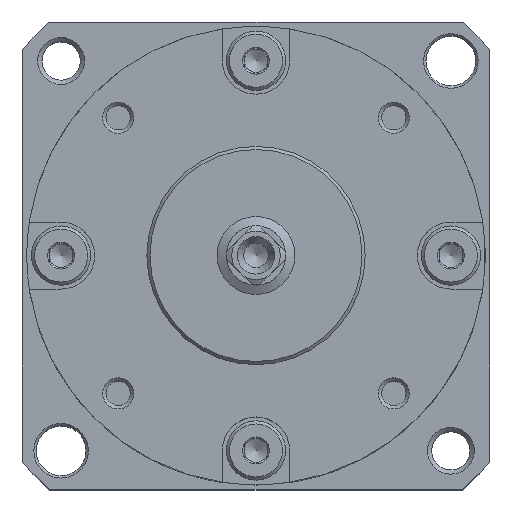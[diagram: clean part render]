
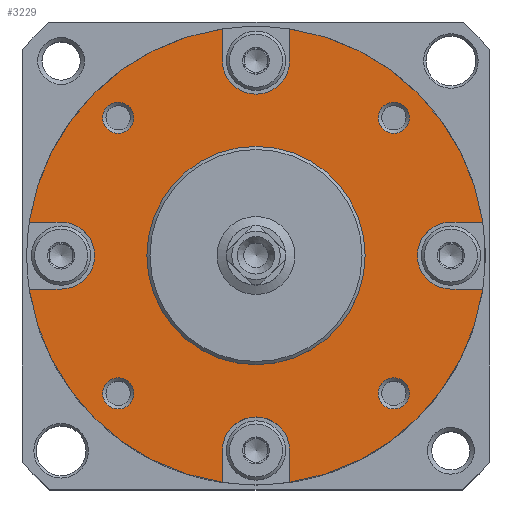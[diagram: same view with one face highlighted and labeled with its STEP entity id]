
A CAD part, top view. The second image highlights one B-rep face of the part: STEP entity #3229.
In plain terms, the highlighted face is planar.
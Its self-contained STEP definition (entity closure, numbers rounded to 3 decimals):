
#53=PLANE('',#3526);
#171=LINE('',#5295,#345);
#172=LINE('',#5299,#346);
#173=LINE('',#5300,#347);
#174=LINE('',#5304,#348);
#175=LINE('',#5305,#349);
#176=LINE('',#5309,#350);
#177=LINE('',#5310,#351);
#178=LINE('',#5314,#352);
#345=VECTOR('',#4056,1000.);
#346=VECTOR('',#4059,1000.);
#347=VECTOR('',#4060,1000.);
#348=VECTOR('',#4063,1000.);
#349=VECTOR('',#4064,1000.);
#350=VECTOR('',#4067,1000.);
#351=VECTOR('',#4068,1000.);
#352=VECTOR('',#4071,1000.);
#606=CIRCLE('',#3518,14.7);
#608=CIRCLE('',#3520,14.7);
#610=CIRCLE('',#3522,14.7);
#612=CIRCLE('',#3524,14.7);
#614=CIRCLE('',#3527,2.15);
#615=CIRCLE('',#3528,2.15);
#616=CIRCLE('',#3529,2.15);
#617=CIRCLE('',#3530,2.15);
#618=CIRCLE('',#3531,1.);
#619=CIRCLE('',#3532,1.);
#620=CIRCLE('',#3533,1.);
#621=CIRCLE('',#3534,1.);
#622=CIRCLE('',#3535,7.);
#855=ORIENTED_EDGE('',*,*,#1725,.F.);
#856=ORIENTED_EDGE('',*,*,#1726,.F.);
#857=ORIENTED_EDGE('',*,*,#1727,.T.);
#858=ORIENTED_EDGE('',*,*,#1718,.F.);
#859=ORIENTED_EDGE('',*,*,#1728,.F.);
#860=ORIENTED_EDGE('',*,*,#1729,.T.);
#861=ORIENTED_EDGE('',*,*,#1730,.T.);
#862=ORIENTED_EDGE('',*,*,#1714,.F.);
#863=ORIENTED_EDGE('',*,*,#1731,.F.);
#864=ORIENTED_EDGE('',*,*,#1732,.T.);
#865=ORIENTED_EDGE('',*,*,#1733,.T.);
#866=ORIENTED_EDGE('',*,*,#1710,.F.);
#867=ORIENTED_EDGE('',*,*,#1734,.F.);
#868=ORIENTED_EDGE('',*,*,#1735,.T.);
#869=ORIENTED_EDGE('',*,*,#1736,.T.);
#870=ORIENTED_EDGE('',*,*,#1722,.F.);
#871=ORIENTED_EDGE('',*,*,#1737,.T.);
#872=ORIENTED_EDGE('',*,*,#1738,.T.);
#873=ORIENTED_EDGE('',*,*,#1739,.T.);
#874=ORIENTED_EDGE('',*,*,#1740,.T.);
#875=ORIENTED_EDGE('',*,*,#1741,.T.);
#1710=EDGE_CURVE('',#2120,#2122,#606,.T.);
#1714=EDGE_CURVE('',#2125,#2126,#608,.T.);
#1718=EDGE_CURVE('',#2129,#2130,#610,.T.);
#1722=EDGE_CURVE('',#2133,#2134,#612,.T.);
#1725=EDGE_CURVE('',#2136,#2133,#171,.T.);
#1726=EDGE_CURVE('',#2137,#2136,#614,.F.);
#1727=EDGE_CURVE('',#2137,#2130,#172,.T.);
#1728=EDGE_CURVE('',#2138,#2129,#173,.T.);
#1729=EDGE_CURVE('',#2138,#2139,#615,.T.);
#1730=EDGE_CURVE('',#2139,#2126,#174,.T.);
#1731=EDGE_CURVE('',#2140,#2125,#175,.T.);
#1732=EDGE_CURVE('',#2140,#2141,#616,.T.);
#1733=EDGE_CURVE('',#2141,#2122,#176,.T.);
#1734=EDGE_CURVE('',#2142,#2120,#177,.T.);
#1735=EDGE_CURVE('',#2142,#2143,#617,.T.);
#1736=EDGE_CURVE('',#2143,#2134,#178,.T.);
#1737=EDGE_CURVE('',#2144,#2144,#618,.T.);
#1738=EDGE_CURVE('',#2145,#2145,#619,.T.);
#1739=EDGE_CURVE('',#2146,#2146,#620,.T.);
#1740=EDGE_CURVE('',#2147,#2147,#621,.T.);
#1741=EDGE_CURVE('',#2148,#2148,#622,.T.);
#2120=VERTEX_POINT('',#5263);
#2122=VERTEX_POINT('',#5266);
#2125=VERTEX_POINT('',#5272);
#2126=VERTEX_POINT('',#5274);
#2129=VERTEX_POINT('',#5280);
#2130=VERTEX_POINT('',#5282);
#2133=VERTEX_POINT('',#5288);
#2134=VERTEX_POINT('',#5290);
#2136=VERTEX_POINT('',#5296);
#2137=VERTEX_POINT('',#5298);
#2138=VERTEX_POINT('',#5301);
#2139=VERTEX_POINT('',#5303);
#2140=VERTEX_POINT('',#5306);
#2141=VERTEX_POINT('',#5308);
#2142=VERTEX_POINT('',#5311);
#2143=VERTEX_POINT('',#5313);
#2144=VERTEX_POINT('',#5316);
#2145=VERTEX_POINT('',#5318);
#2146=VERTEX_POINT('',#5320);
#2147=VERTEX_POINT('',#5322);
#2148=VERTEX_POINT('',#5324);
#2460=EDGE_LOOP('',(#855,#856,#857,#858,#859,#860,#861,#862,#863,#864,#865,
#866,#867,#868,#869,#870));
#2461=EDGE_LOOP('',(#871));
#2462=EDGE_LOOP('',(#872));
#2463=EDGE_LOOP('',(#873));
#2464=EDGE_LOOP('',(#874));
#2465=EDGE_LOOP('',(#875));
#2817=FACE_BOUND('',#2460,.T.);
#2818=FACE_BOUND('',#2461,.T.);
#2819=FACE_BOUND('',#2462,.T.);
#2820=FACE_BOUND('',#2463,.T.);
#2821=FACE_BOUND('',#2464,.T.);
#2822=FACE_BOUND('',#2465,.T.);
#3229=ADVANCED_FACE('',(#2817,#2818,#2819,#2820,#2821,#2822),#53,.F.);
#3518=AXIS2_PLACEMENT_3D('',#5265,#4031,#4032);
#3520=AXIS2_PLACEMENT_3D('',#5273,#4037,#4038);
#3522=AXIS2_PLACEMENT_3D('',#5281,#4043,#4044);
#3524=AXIS2_PLACEMENT_3D('',#5289,#4049,#4050);
#3526=AXIS2_PLACEMENT_3D('',#5294,#4054,#4055);
#3527=AXIS2_PLACEMENT_3D('',#5297,#4057,#4058);
#3528=AXIS2_PLACEMENT_3D('',#5302,#4061,#4062);
#3529=AXIS2_PLACEMENT_3D('',#5307,#4065,#4066);
#3530=AXIS2_PLACEMENT_3D('',#5312,#4069,#4070);
#3531=AXIS2_PLACEMENT_3D('',#5315,#4072,#4073);
#3532=AXIS2_PLACEMENT_3D('',#5317,#4074,#4075);
#3533=AXIS2_PLACEMENT_3D('',#5319,#4076,#4077);
#3534=AXIS2_PLACEMENT_3D('',#5321,#4078,#4079);
#3535=AXIS2_PLACEMENT_3D('',#5323,#4080,#4081);
#4031=DIRECTION('',(1.,0.,0.));
#4032=DIRECTION('',(0.,0.,-1.));
#4037=DIRECTION('',(1.,0.,0.));
#4038=DIRECTION('',(0.,0.,-1.));
#4043=DIRECTION('',(1.,0.,0.));
#4044=DIRECTION('',(0.,0.,-1.));
#4049=DIRECTION('',(1.,0.,0.));
#4050=DIRECTION('',(0.,0.,-1.));
#4054=DIRECTION('',(1.,0.,0.));
#4055=DIRECTION('',(0.,0.,-1.));
#4056=DIRECTION('',(0.,1.,0.));
#4057=DIRECTION('',(1.,0.,0.));
#4058=DIRECTION('',(0.,0.,-1.));
#4059=DIRECTION('',(0.,1.,0.));
#4060=DIRECTION('',(0.,0.,-1.));
#4061=DIRECTION('',(1.,0.,0.));
#4062=DIRECTION('',(0.,0.,-1.));
#4063=DIRECTION('',(0.,0.,-1.));
#4064=DIRECTION('',(0.,-1.,0.));
#4065=DIRECTION('',(1.,0.,0.));
#4066=DIRECTION('',(0.,0.,-1.));
#4067=DIRECTION('',(0.,-1.,0.));
#4068=DIRECTION('',(0.,0.,1.));
#4069=DIRECTION('',(1.,0.,0.));
#4070=DIRECTION('',(0.,0.,-1.));
#4071=DIRECTION('',(0.,0.,1.));
#4072=DIRECTION('',(1.,0.,0.));
#4073=DIRECTION('',(0.,0.,-1.));
#4074=DIRECTION('',(1.,0.,0.));
#4075=DIRECTION('',(0.,0.,-1.));
#4076=DIRECTION('',(1.,0.,0.));
#4077=DIRECTION('',(0.,0.,-1.));
#4078=DIRECTION('',(1.,0.,0.));
#4079=DIRECTION('',(0.,0.,-1.));
#4080=DIRECTION('',(1.,0.,0.));
#4081=DIRECTION('',(0.,0.,-1.));
#5263=CARTESIAN_POINT('',(-21.,-2.15,14.542));
#5265=CARTESIAN_POINT('',(-21.,0.,0.));
#5266=CARTESIAN_POINT('',(-21.,-14.542,2.15));
#5272=CARTESIAN_POINT('',(-21.,-14.542,-2.15));
#5273=CARTESIAN_POINT('',(-21.,0.,0.));
#5274=CARTESIAN_POINT('',(-21.,-2.15,-14.542));
#5280=CARTESIAN_POINT('',(-21.,2.15,-14.542));
#5281=CARTESIAN_POINT('',(-21.,0.,0.));
#5282=CARTESIAN_POINT('',(-21.,14.542,-2.15));
#5288=CARTESIAN_POINT('',(-21.,14.542,2.15));
#5289=CARTESIAN_POINT('',(-21.,0.,0.));
#5290=CARTESIAN_POINT('',(-21.,2.15,14.542));
#5294=CARTESIAN_POINT('',(-21.,7.,0.));
#5295=CARTESIAN_POINT('',(-21.,7.,2.15));
#5296=CARTESIAN_POINT('',(-21.,12.5,2.15));
#5297=CARTESIAN_POINT('',(-21.,12.5,0.));
#5298=CARTESIAN_POINT('',(-21.,12.5,-2.15));
#5299=CARTESIAN_POINT('',(-21.,12.5,-2.15));
#5300=CARTESIAN_POINT('',(-21.,2.15,0.));
#5301=CARTESIAN_POINT('',(-21.,2.15,-12.5));
#5302=CARTESIAN_POINT('',(-21.,0.,-12.5));
#5303=CARTESIAN_POINT('',(-21.,-2.15,-12.5));
#5304=CARTESIAN_POINT('',(-21.,-2.15,-12.5));
#5305=CARTESIAN_POINT('',(-21.,7.,-2.15));
#5306=CARTESIAN_POINT('',(-21.,-12.5,-2.15));
#5307=CARTESIAN_POINT('',(-21.,-12.5,0.));
#5308=CARTESIAN_POINT('',(-21.,-12.5,2.15));
#5309=CARTESIAN_POINT('',(-21.,-12.5,2.15));
#5310=CARTESIAN_POINT('',(-21.,-2.15,0.));
#5311=CARTESIAN_POINT('',(-21.,-2.15,12.5));
#5312=CARTESIAN_POINT('',(-21.,0.,12.5));
#5313=CARTESIAN_POINT('',(-21.,2.15,12.5));
#5314=CARTESIAN_POINT('',(-21.,2.15,12.5));
#5315=CARTESIAN_POINT('',(-21.,8.839,-8.839));
#5316=CARTESIAN_POINT('',(-21.,8.839,-9.839));
#5317=CARTESIAN_POINT('',(-21.,-8.839,8.839));
#5318=CARTESIAN_POINT('',(-21.,-8.839,7.839));
#5319=CARTESIAN_POINT('',(-21.,-8.839,-8.839));
#5320=CARTESIAN_POINT('',(-21.,-8.839,-9.839));
#5321=CARTESIAN_POINT('',(-21.,8.839,8.839));
#5322=CARTESIAN_POINT('',(-21.,8.839,7.839));
#5323=CARTESIAN_POINT('',(-21.,0.,0.));
#5324=CARTESIAN_POINT('',(-21.,0.,-7.));
